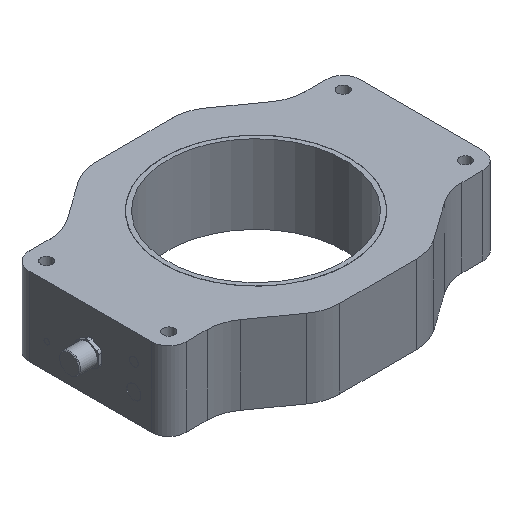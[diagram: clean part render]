
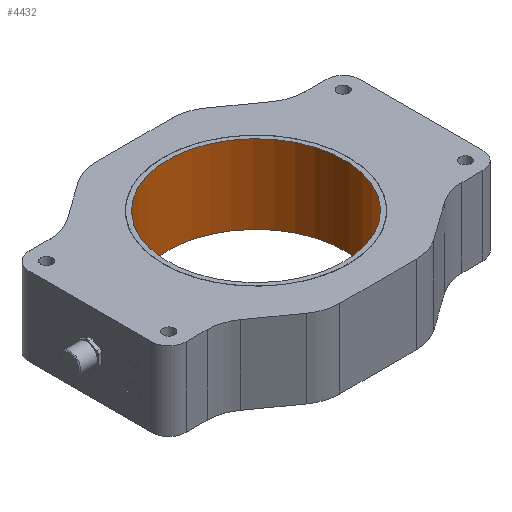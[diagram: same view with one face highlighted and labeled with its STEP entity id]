
A CAD part, isometric view. The second image highlights one B-rep face of the part: STEP entity #4432.
In plain terms, the highlighted cylindrical face has radius 50.5 mm (diameter 101 mm), a full revolution.
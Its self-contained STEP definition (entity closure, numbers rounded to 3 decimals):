
#4405=CARTESIAN_POINT('',(0.0,0.0,0.0));
#4406=DIRECTION('',(0.0,0.0,1.0));
#4407=DIRECTION('',(-1.0,0.0,0.0));
#4408=AXIS2_PLACEMENT_3D('',#4405,#4406,#4407);
#4409=CYLINDRICAL_SURFACE('',#4408,50.5);
#4410=CARTESIAN_POINT('',(50.5,0.,45.0));
#4411=VERTEX_POINT('',#4410);
#4412=CARTESIAN_POINT('',(0.0,0.0,45.0));
#4413=DIRECTION('',(0.0,0.0,-1.0));
#4414=DIRECTION('',(-1.0,0.0,0.0));
#4415=AXIS2_PLACEMENT_3D('',#4412,#4413,#4414);
#4416=CIRCLE('',#4415,50.5);
#4417=EDGE_CURVE('',#4411,#4411,#4416,.T.);
#4418=ORIENTED_EDGE('',*,*,#4417,.F.);
#4419=EDGE_LOOP('',(#4418));
#4420=FACE_OUTER_BOUND('',#4419,.T.);
#4421=CARTESIAN_POINT('',(50.5,0.,0.0));
#4422=VERTEX_POINT('',#4421);
#4423=CARTESIAN_POINT('',(0.0,0.0,0.0));
#4424=DIRECTION('',(0.0,0.0,1.0));
#4425=DIRECTION('',(-1.0,0.0,0.0));
#4426=AXIS2_PLACEMENT_3D('',#4423,#4424,#4425);
#4427=CIRCLE('',#4426,50.5);
#4428=EDGE_CURVE('',#4422,#4422,#4427,.T.);
#4429=ORIENTED_EDGE('',*,*,#4428,.F.);
#4430=EDGE_LOOP('',(#4429));
#4431=FACE_BOUND('',#4430,.T.);
#4432=ADVANCED_FACE('',(#4420,#4431),#4409,.F.);
